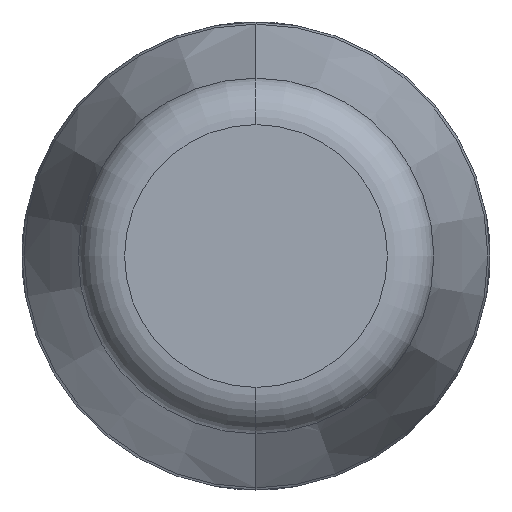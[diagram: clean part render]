
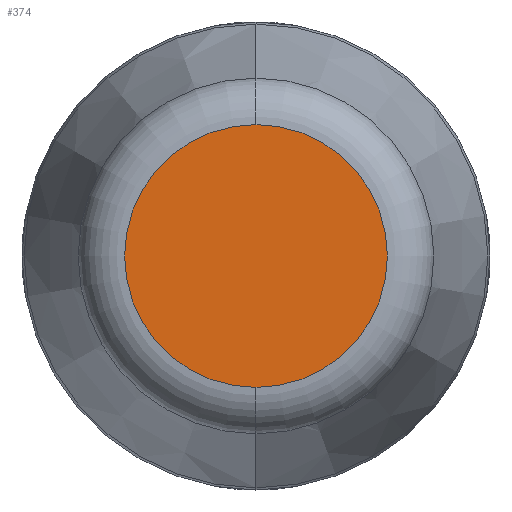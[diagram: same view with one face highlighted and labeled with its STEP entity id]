
A CAD part, left-side view. The second image highlights one B-rep face of the part: STEP entity #374.
In plain terms, the highlighted planar face has unit normal (-1, 0, 0).
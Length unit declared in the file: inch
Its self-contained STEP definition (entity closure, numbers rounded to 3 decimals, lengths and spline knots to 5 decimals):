
#21 = CARTESIAN_POINT ( 'NONE',  ( -5.079, 0., -0.35375 ) ) ;
#83 = CIRCLE ( 'NONE', #659, 0.35375 ) ;
#326 = CARTESIAN_POINT ( 'NONE',  ( -5.079, 0., -0.35375 ) ) ;
#374 = ADVANCED_FACE ( 'NONE', ( #3434 ), #3893, .F. ) ;
#430 = DIRECTION ( 'NONE',  ( 0., 0., 1. ) ) ;
#431 = ORIENTED_EDGE ( 'NONE', *, *, #3361, .T. ) ;
#468 = DIRECTION ( 'NONE',  ( 0., 0., 1. ) ) ;
#659 = AXIS2_PLACEMENT_3D ( 'NONE', #3015, #2644, #430 ) ;
#1313 = DIRECTION ( 'NONE',  ( 0., 0., -1. ) ) ;
#1457 = CARTESIAN_POINT ( 'NONE',  ( -5.079, 0., 0. ) ) ;
#2210 = CIRCLE ( 'NONE', #3347, 0.35375 ) ;
#2644 = DIRECTION ( 'NONE',  ( -1., 0., 0. ) ) ;
#2768 = ORIENTED_EDGE ( 'NONE', *, *, #3166, .T. ) ;
#2779 = EDGE_LOOP ( 'NONE', ( #431, #2768 ) ) ;
#2883 = DIRECTION ( 'NONE',  ( 1., 0., 0. ) ) ;
#3015 = CARTESIAN_POINT ( 'NONE',  ( -5.079, 0., 0. ) ) ;
#3091 = VERTEX_POINT ( 'NONE', #326 ) ;
#3166 = EDGE_CURVE ( 'NONE', #3091, #3592, #83, .T. ) ;
#3347 = AXIS2_PLACEMENT_3D ( 'NONE', #1457, #3724, #468 ) ;
#3361 = EDGE_CURVE ( 'NONE', #3592, #3091, #2210, .T. ) ;
#3434 = FACE_OUTER_BOUND ( 'NONE', #2779, .T. ) ;
#3592 = VERTEX_POINT ( 'NONE', #4137 ) ;
#3724 = DIRECTION ( 'NONE',  ( -1., 0., 0. ) ) ;
#3893 = PLANE ( 'NONE',  #4052 ) ;
#4052 = AXIS2_PLACEMENT_3D ( 'NONE', #21, #2883, #1313 ) ;
#4137 = CARTESIAN_POINT ( 'NONE',  ( -5.079, 0., 0.35375 ) ) ;
